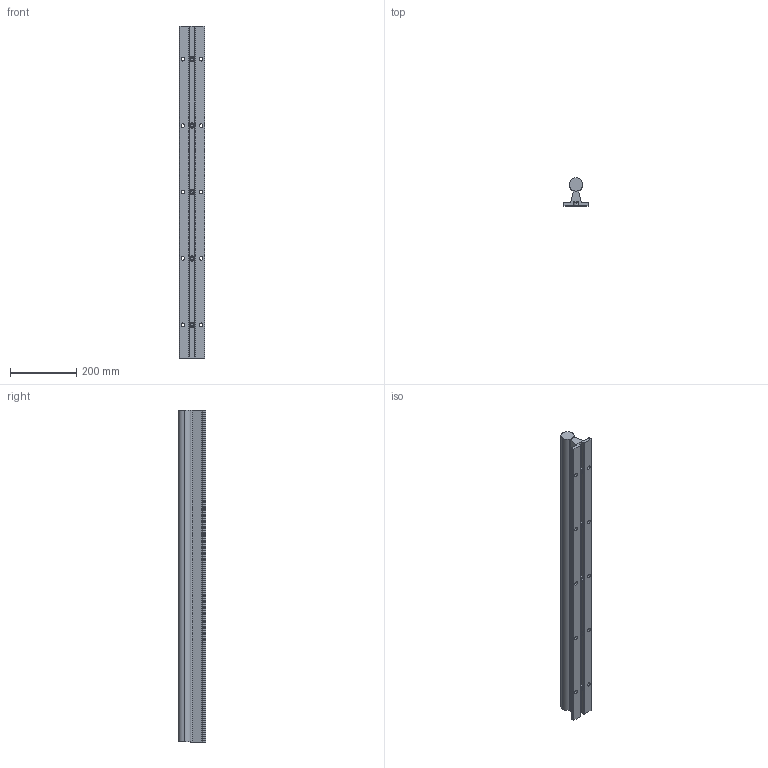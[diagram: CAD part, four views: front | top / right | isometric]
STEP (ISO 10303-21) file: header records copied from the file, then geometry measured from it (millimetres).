
FILE_DESCRIPTION (( 'STEP AP214' ), '1' );
FILE_NAME ('ShaftRailAssembly_CB31E0EB31.step', '2022-04-15T19:27:22', ( '' ), ( '' ), 'SwSTEP 2.0', 'SolidWorks 2019', '' );
FILE_SCHEMA (( 'AUTOMOTIVE_DESIGN' ));
Length unit declared in the file: inch
Products named in the file (3): VTIFjAYEGH_CADModel_0; ShaftRailAssembly_CB31E0EB31
Assembly tree (1 placements, depth 2):
  VTIFjAYEGH_CADModel_0
  ShaftRailAssembly_CB31E0EB31
    VTIFjAYEGH_CADModel_0
Bounding box: 76.2 x 84 x 1000 mm (x, y, z)
Volume: 2637004.9 mm3; surface area: 402089.9 mm2
Topology: 7 solids, 7 shells, 261 faces, 601 edges, 359 vertices
Faces by surface type: cylinder 94, plane 92, cone 75
Entity records: 11749 total; most frequent: CARTESIAN_POINT 2269, DIRECTION 1281, ORIENTED_EDGE 1182, EDGE_CURVE 591, AXIS2_PLACEMENT_3D 489, VERTEX_POINT 359, EDGE_LOOP 306, LINE 303
